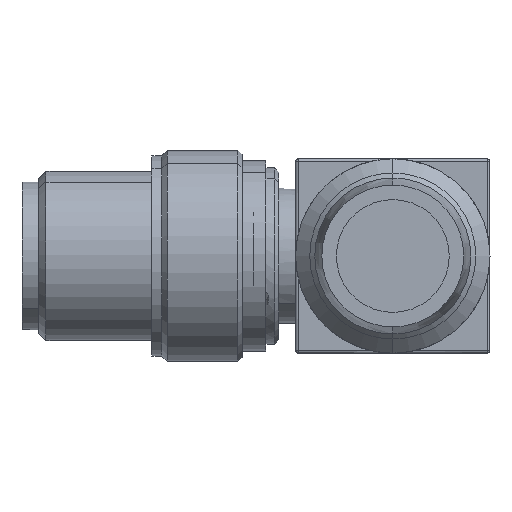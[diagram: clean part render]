
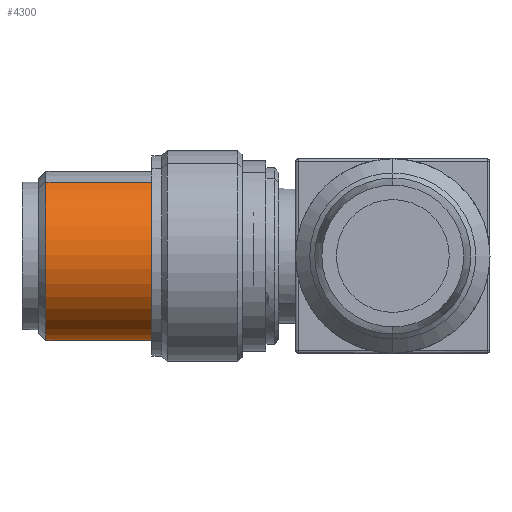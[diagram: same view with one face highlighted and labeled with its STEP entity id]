
A CAD part, front view. The second image highlights one B-rep face of the part: STEP entity #4300.
In plain terms, the highlighted cylindrical face has radius 6 mm (diameter 12 mm), a partial arc.
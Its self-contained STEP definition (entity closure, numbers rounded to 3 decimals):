
#284=CARTESIAN_POINT('',(-31.2,0.,0.));
#285=DIRECTION('',(1.,0.,0.));
#286=DIRECTION('',(0.,-0.486,0.874));
#287=AXIS2_PLACEMENT_3D('',#284,#285,#286);
#303=CARTESIAN_POINT('',(-23.7,0.,0.));
#304=DIRECTION('',(-1.,0.,0.));
#305=DIRECTION('',(0.,0.486,-0.874));
#306=AXIS2_PLACEMENT_3D('',#303,#304,#305);
#2757=DIRECTION('',(-1.,0.,0.));
#2758=VECTOR('',#2757,7.5);
#2759=CARTESIAN_POINT('',(-23.7,-2.914,5.245));
#2760=LINE('',#2759,#2758);
#2761=DIRECTION('',(1.,0.,0.));
#2762=VECTOR('',#2761,7.5);
#2763=CARTESIAN_POINT('',(-31.2,2.914,-5.245));
#2764=LINE('',#2763,#2762);
#3149=CARTESIAN_POINT('',(-23.7,2.914,-5.245));
#3150=CARTESIAN_POINT('',(-23.7,-2.914,5.245));
#3151=VERTEX_POINT('',#3149);
#3152=VERTEX_POINT('',#3150);
#3153=CARTESIAN_POINT('',(-31.2,2.914,-5.245));
#3154=VERTEX_POINT('',#3153);
#3155=CARTESIAN_POINT('',(-31.2,-2.914,5.245));
#3156=VERTEX_POINT('',#3155);
#4286=CARTESIAN_POINT('',(-23.55,0.,0.));
#4287=DIRECTION('',(-1.,0.,0.));
#4288=DIRECTION('',(0.,0.486,-0.874));
#4289=AXIS2_PLACEMENT_3D('',#4286,#4287,#4288);
#4290=CYLINDRICAL_SURFACE('',#4289,6.);
#4292=ORIENTED_EDGE('',*,*,#4291,.F.);
#4294=ORIENTED_EDGE('',*,*,#4293,.F.);
#4295=ORIENTED_EDGE('',*,*,#4280,.F.);
#4297=ORIENTED_EDGE('',*,*,#4296,.F.);
#4298=EDGE_LOOP('',(#4292,#4294,#4295,#4297));
#4299=FACE_OUTER_BOUND('',#4298,.F.);
#288=CIRCLE('',#287,6.);
#307=CIRCLE('',#306,6.);
#4280=EDGE_CURVE('',#3156,#3154,#288,.T.);
#4291=EDGE_CURVE('',#3151,#3152,#307,.T.);
#4293=EDGE_CURVE('',#3154,#3151,#2764,.T.);
#4296=EDGE_CURVE('',#3152,#3156,#2760,.T.);
#4300=ADVANCED_FACE('',(#4299),#4290,.T.);
